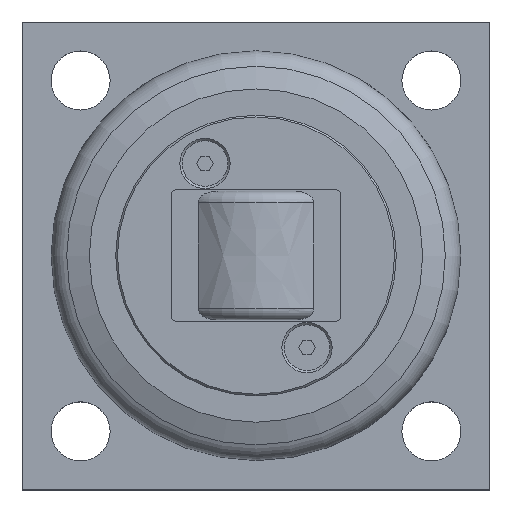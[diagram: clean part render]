
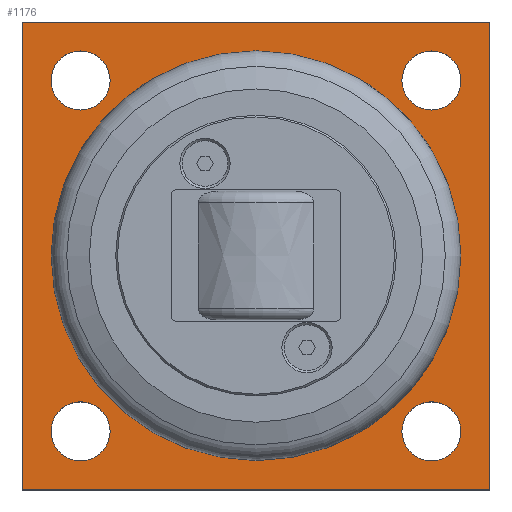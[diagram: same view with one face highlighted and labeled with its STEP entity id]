
A CAD part, top view. The second image highlights one B-rep face of the part: STEP entity #1176.
In plain terms, the highlighted planar face has unit normal (0, 0, 1).
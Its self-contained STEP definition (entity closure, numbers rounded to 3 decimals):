
#57=FACE_BOUND('',#258,.T.);
#58=FACE_BOUND('',#259,.T.);
#59=FACE_BOUND('',#260,.T.);
#60=FACE_BOUND('',#261,.T.);
#61=FACE_BOUND('',#262,.T.);
#109=CIRCLE('',#1301,23.5);
#110=CIRCLE('',#1302,5.053);
#111=CIRCLE('',#1303,5.053);
#112=CIRCLE('',#1304,5.053);
#113=CIRCLE('',#1305,5.053);
#114=CIRCLE('',#1306,5.053);
#115=CIRCLE('',#1307,5.053);
#116=CIRCLE('',#1308,5.053);
#117=CIRCLE('',#1309,5.053);
#185=FACE_OUTER_BOUND('',#257,.T.);
#257=EDGE_LOOP('',(#983,#984,#985,#986));
#258=EDGE_LOOP('',(#987));
#259=EDGE_LOOP('',(#988,#989));
#260=EDGE_LOOP('',(#990,#991));
#261=EDGE_LOOP('',(#992,#993));
#262=EDGE_LOOP('',(#994,#995));
#360=LINE('',#2013,#451);
#361=LINE('',#2015,#452);
#362=LINE('',#2017,#453);
#363=LINE('',#2018,#454);
#451=VECTOR('',#1592,10.);
#452=VECTOR('',#1593,10.);
#453=VECTOR('',#1594,10.);
#454=VECTOR('',#1595,10.);
#552=VERTEX_POINT('',#2011);
#553=VERTEX_POINT('',#2012);
#554=VERTEX_POINT('',#2014);
#555=VERTEX_POINT('',#2016);
#556=VERTEX_POINT('',#2019);
#557=VERTEX_POINT('',#2021);
#558=VERTEX_POINT('',#2022);
#559=VERTEX_POINT('',#2025);
#560=VERTEX_POINT('',#2026);
#561=VERTEX_POINT('',#2029);
#562=VERTEX_POINT('',#2030);
#563=VERTEX_POINT('',#2033);
#564=VERTEX_POINT('',#2034);
#705=EDGE_CURVE('',#552,#553,#360,.T.);
#706=EDGE_CURVE('',#554,#552,#361,.T.);
#707=EDGE_CURVE('',#555,#554,#362,.T.);
#708=EDGE_CURVE('',#553,#555,#363,.T.);
#709=EDGE_CURVE('',#556,#556,#109,.T.);
#710=EDGE_CURVE('',#557,#558,#110,.T.);
#711=EDGE_CURVE('',#558,#557,#111,.T.);
#712=EDGE_CURVE('',#559,#560,#112,.T.);
#713=EDGE_CURVE('',#560,#559,#113,.T.);
#714=EDGE_CURVE('',#561,#562,#114,.T.);
#715=EDGE_CURVE('',#562,#561,#115,.T.);
#716=EDGE_CURVE('',#563,#564,#116,.T.);
#717=EDGE_CURVE('',#564,#563,#117,.T.);
#983=ORIENTED_EDGE('',*,*,#705,.F.);
#984=ORIENTED_EDGE('',*,*,#706,.F.);
#985=ORIENTED_EDGE('',*,*,#707,.F.);
#986=ORIENTED_EDGE('',*,*,#708,.F.);
#987=ORIENTED_EDGE('',*,*,#709,.T.);
#988=ORIENTED_EDGE('',*,*,#710,.T.);
#989=ORIENTED_EDGE('',*,*,#711,.T.);
#990=ORIENTED_EDGE('',*,*,#712,.T.);
#991=ORIENTED_EDGE('',*,*,#713,.T.);
#992=ORIENTED_EDGE('',*,*,#714,.T.);
#993=ORIENTED_EDGE('',*,*,#715,.T.);
#994=ORIENTED_EDGE('',*,*,#716,.T.);
#995=ORIENTED_EDGE('',*,*,#717,.T.);
#1123=PLANE('',#1300);
#1176=ADVANCED_FACE('',(#185,#57,#58,#59,#60,#61),#1123,.T.);
#1300=AXIS2_PLACEMENT_3D('',#2010,#1590,#1591);
#1301=AXIS2_PLACEMENT_3D('',#2020,#1596,#1597);
#1302=AXIS2_PLACEMENT_3D('',#2023,#1598,#1599);
#1303=AXIS2_PLACEMENT_3D('',#2024,#1600,#1601);
#1304=AXIS2_PLACEMENT_3D('',#2027,#1602,#1603);
#1305=AXIS2_PLACEMENT_3D('',#2028,#1604,#1605);
#1306=AXIS2_PLACEMENT_3D('',#2031,#1606,#1607);
#1307=AXIS2_PLACEMENT_3D('',#2032,#1608,#1609);
#1308=AXIS2_PLACEMENT_3D('',#2035,#1610,#1611);
#1309=AXIS2_PLACEMENT_3D('',#2036,#1612,#1613);
#1590=DIRECTION('center_axis',(0.,0.,1.));
#1591=DIRECTION('ref_axis',(1.,0.,0.));
#1592=DIRECTION('',(0.,1.,0.));
#1593=DIRECTION('',(-1.,0.,0.));
#1594=DIRECTION('',(0.,-1.,0.));
#1595=DIRECTION('',(1.,0.,0.));
#1596=DIRECTION('center_axis',(0.,0.,-1.));
#1597=DIRECTION('ref_axis',(0.,-1.,0.));
#1598=DIRECTION('center_axis',(0.,0.,-1.));
#1599=DIRECTION('ref_axis',(1.,0.,0.));
#1600=DIRECTION('center_axis',(0.,0.,-1.));
#1601=DIRECTION('ref_axis',(1.,0.,0.));
#1602=DIRECTION('center_axis',(0.,0.,-1.));
#1603=DIRECTION('ref_axis',(1.,0.,0.));
#1604=DIRECTION('center_axis',(0.,0.,-1.));
#1605=DIRECTION('ref_axis',(1.,0.,0.));
#1606=DIRECTION('center_axis',(0.,0.,-1.));
#1607=DIRECTION('ref_axis',(1.,0.,0.));
#1608=DIRECTION('center_axis',(0.,0.,-1.));
#1609=DIRECTION('ref_axis',(1.,0.,0.));
#1610=DIRECTION('center_axis',(0.,0.,-1.));
#1611=DIRECTION('ref_axis',(1.,0.,0.));
#1612=DIRECTION('center_axis',(0.,0.,-1.));
#1613=DIRECTION('ref_axis',(1.,0.,0.));
#2010=CARTESIAN_POINT('Origin',(40.,40.,15.));
#2011=CARTESIAN_POINT('',(0.,0.,15.));
#2012=CARTESIAN_POINT('',(0.,80.,15.));
#2013=CARTESIAN_POINT('',(0.,80.,15.));
#2014=CARTESIAN_POINT('',(80.,0.,15.));
#2015=CARTESIAN_POINT('',(0.,0.,15.));
#2016=CARTESIAN_POINT('',(80.,80.,15.));
#2017=CARTESIAN_POINT('',(80.,0.,15.));
#2018=CARTESIAN_POINT('',(80.,80.,15.));
#2019=CARTESIAN_POINT('',(40.,63.5,15.));
#2020=CARTESIAN_POINT('Origin',(40.,40.,15.));
#2021=CARTESIAN_POINT('',(15.053,10.,15.));
#2022=CARTESIAN_POINT('',(4.947,10.,15.));
#2023=CARTESIAN_POINT('Origin',(10.,10.,15.));
#2024=CARTESIAN_POINT('Origin',(10.,10.,15.));
#2025=CARTESIAN_POINT('',(75.053,10.,15.));
#2026=CARTESIAN_POINT('',(64.947,10.,15.));
#2027=CARTESIAN_POINT('Origin',(70.,10.,15.));
#2028=CARTESIAN_POINT('Origin',(70.,10.,15.));
#2029=CARTESIAN_POINT('',(75.053,70.,15.));
#2030=CARTESIAN_POINT('',(64.947,70.,15.));
#2031=CARTESIAN_POINT('Origin',(70.,70.,15.));
#2032=CARTESIAN_POINT('Origin',(70.,70.,15.));
#2033=CARTESIAN_POINT('',(15.053,70.,15.));
#2034=CARTESIAN_POINT('',(4.947,70.,15.));
#2035=CARTESIAN_POINT('Origin',(10.,70.,15.));
#2036=CARTESIAN_POINT('Origin',(10.,70.,15.));
